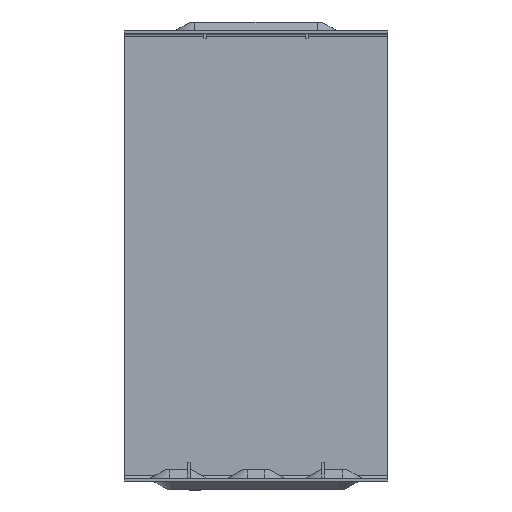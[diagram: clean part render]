
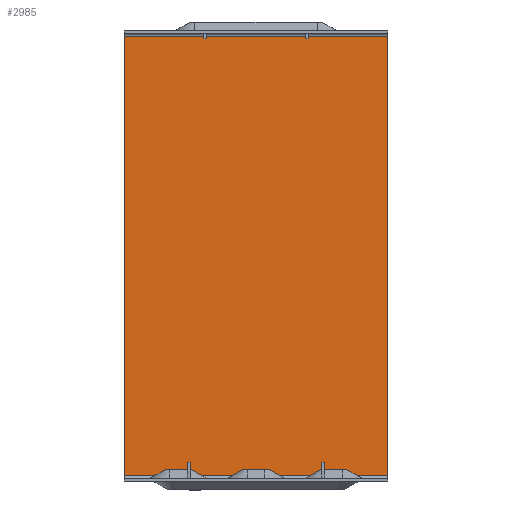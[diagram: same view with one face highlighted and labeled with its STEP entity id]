
A CAD part, left-side view. The second image highlights one B-rep face of the part: STEP entity #2985.
In plain terms, the highlighted planar face has unit normal (-1, 0, 0).
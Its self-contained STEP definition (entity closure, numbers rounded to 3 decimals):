
#2774=VERTEX_POINT('',#2775);
#2775=CARTESIAN_POINT('',(58.331,30.601,-70.517));
#2786=VERTEX_POINT('',#2787);
#2787=CARTESIAN_POINT('',(58.331,-45.599,-70.517));
#2789=EDGE_CURVE('',#2786,#2774,#2790,.T.);
#2790=INTERSECTION_CURVE('',#5029,(#4998,#5025),.CURVE_3D.);
#2947=VERTEX_POINT('',#2948);
#2948=CARTESIAN_POINT('',(58.331,30.601,56.483));
#2950=EDGE_CURVE('',#2952,#2947,#2951,.T.);
#2951=INTERSECTION_CURVE('',#5106,(#5096,#5025),.CURVE_3D.);
#2952=VERTEX_POINT('',#2953);
#2953=CARTESIAN_POINT('',(58.331,-45.599,56.483));
#2985=ADVANCED_FACE('',(#2986),#5025,.T.);
#2986=FACE_BOUND('',#2987,.T.);
#2987=EDGE_LOOP('',(#2988,#2991,#2992,#2995));
#2988=ORIENTED_EDGE('',*,*,#2989,.T.);
#2989=EDGE_CURVE('',#2947,#2774,#2990,.T.);
#2990=INTERSECTION_CURVE('',#5150,(#5025,#5003),.CURVE_3D.);
#2991=ORIENTED_EDGE('',*,*,#2789,.F.);
#2992=ORIENTED_EDGE('',*,*,#2993,.T.);
#2993=EDGE_CURVE('',#2786,#2952,#2994,.T.);
#2994=INTERSECTION_CURVE('',#5154,(#5025,#5016),.CURVE_3D.);
#2995=ORIENTED_EDGE('',*,*,#2950,.T.);
#4998=CYLINDRICAL_SURFACE('',#5002,0.813);
#4999=CARTESIAN_POINT('',(57.518,-45.599,-70.517));
#5000=DIRECTION('',(0.,1.,0.));
#5001=DIRECTION('',(0.,0.,0.813));
#5002=AXIS2_PLACEMENT_3D('',#4999,#5000,#5001);
#5003=PLANE('',#5006);
#5004=CARTESIAN_POINT('',(-245.656,30.601,57.296));
#5005=DIRECTION('',(0.,1.,0.));
#5006=AXIS2_PLACEMENT_3D('',#5004,#5005,$);
#5016=PLANE('',#5019);
#5017=CARTESIAN_POINT('',(59.144,-45.599,57.296));
#5018=DIRECTION('',(0.,-1.,0.));
#5019=AXIS2_PLACEMENT_3D('',#5017,#5018,$);
#5025=PLANE('',#5028);
#5026=CARTESIAN_POINT('',(58.331,-45.599,56.483));
#5027=DIRECTION('',(-1.,0.,0.));
#5028=AXIS2_PLACEMENT_3D('',#5026,#5027,$);
#5029=LINE('',#5031,#5032);
#5030=DIRECTION('',(0.,1.,0.));
#5031=CARTESIAN_POINT('',(58.331,-45.599,-70.517));
#5032=VECTOR('',#5030,1.);
#5096=CYLINDRICAL_SURFACE('',#5100,0.813);
#5097=CARTESIAN_POINT('',(57.518,-45.599,56.483));
#5098=DIRECTION('',(0.,1.,0.));
#5099=DIRECTION('',(-0.813,0.,0.));
#5100=AXIS2_PLACEMENT_3D('',#5097,#5098,#5099);
#5106=LINE('',#5108,#5109);
#5107=DIRECTION('',(0.,1.,0.));
#5108=CARTESIAN_POINT('',(58.331,-45.599,56.483));
#5109=VECTOR('',#5107,1.);
#5150=LINE('',#5152,#5153);
#5151=DIRECTION('',(0.,0.,-1.));
#5152=CARTESIAN_POINT('',(58.331,30.601,-70.517));
#5153=VECTOR('',#5151,1.);
#5154=LINE('',#5156,#5157);
#5155=DIRECTION('',(0.,0.,1.));
#5156=CARTESIAN_POINT('',(58.331,-45.599,-70.517));
#5157=VECTOR('',#5155,1.);
